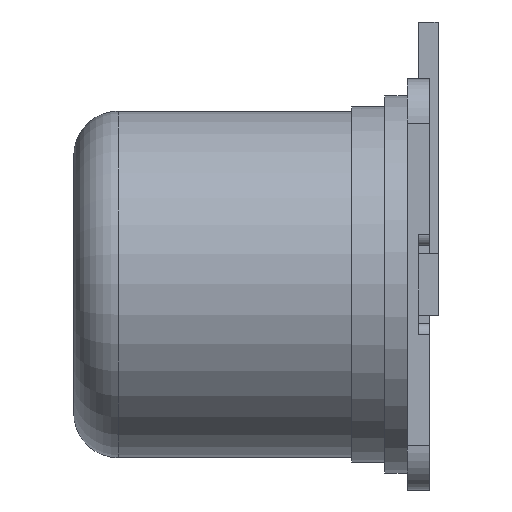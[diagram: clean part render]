
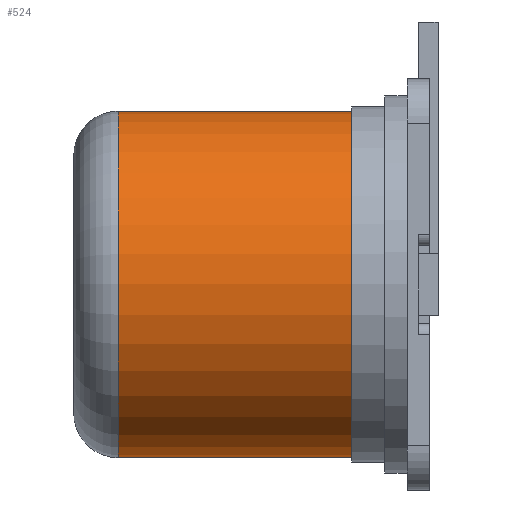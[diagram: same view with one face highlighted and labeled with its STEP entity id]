
A CAD part, left-side view. The second image highlights one B-rep face of the part: STEP entity #524.
In plain terms, the highlighted cylindrical face has radius 1.981 mm (diameter 3.962 mm), a partial arc.
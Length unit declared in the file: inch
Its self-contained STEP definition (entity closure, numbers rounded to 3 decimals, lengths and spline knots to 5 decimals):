
#154 = VERTEX_POINT ( 'NONE', #2665 ) ;
#183 = VERTEX_POINT ( 'NONE', #2032 ) ;
#193 = VERTEX_POINT ( 'NONE', #2079 ) ;
#524 = ADVANCED_FACE ( 'NONE', ( #3761 ), #3769, .T. ) ;
#839 = EDGE_CURVE ( 'NONE', #4472, #183, #1030, .T. ) ;
#880 = EDGE_CURVE ( 'NONE', #183, #154, #2309, .T. ) ;
#888 = CIRCLE ( 'NONE', #7296, 0.078 ) ;
#933 = EDGE_CURVE ( 'NONE', #4472, #193, #6599, .T. ) ;
#1030 = CIRCLE ( 'NONE', #7107, 0.078 ) ;
#1053 = EDGE_CURVE ( 'NONE', #154, #193, #888, .T. ) ;
#2032 = CARTESIAN_POINT ( 'NONE',  ( -0.125, 0.035, 0.078 ) ) ;
#2079 = CARTESIAN_POINT ( 'NONE',  ( -0.125, 0.14, -0.078 ) ) ;
#2309 = LINE ( 'NONE', #2310, #7030 ) ;
#2310 = CARTESIAN_POINT ( 'NONE',  ( -0.125, 0.035, 0.078 ) ) ;
#2311 = DIRECTION ( 'NONE',  ( 0., 1., 0. ) ) ;
#2665 = CARTESIAN_POINT ( 'NONE',  ( -0.125, 0.14, 0.078 ) ) ;
#3275 = CARTESIAN_POINT ( 'NONE',  ( -0.125, 0.035, 0. ) ) ;
#3317 = DIRECTION ( 'NONE',  ( 0., 1., 0. ) ) ;
#3397 = DIRECTION ( 'NONE',  ( 0., 0., 1. ) ) ;
#3761 = FACE_OUTER_BOUND ( 'NONE', #3898, .T. ) ;
#3769 = CYLINDRICAL_SURFACE ( 'NONE', #3774, 0.078 ) ;
#3774 = AXIS2_PLACEMENT_3D ( 'NONE', #3275, #3317, #3397 ) ;
#3898 = EDGE_LOOP ( 'NONE', ( #4087, #4179, #4169, #4189 ) ) ;
#4087 = ORIENTED_EDGE ( 'NONE', *, *, #880, .T. ) ;
#4169 = ORIENTED_EDGE ( 'NONE', *, *, #933, .F. ) ;
#4179 = ORIENTED_EDGE ( 'NONE', *, *, #1053, .T. ) ;
#4189 = ORIENTED_EDGE ( 'NONE', *, *, #839, .T. ) ;
#4472 = VERTEX_POINT ( 'NONE', #5763 ) ;
#5256 = CARTESIAN_POINT ( 'NONE',  ( -0.125, 0.035, 0. ) ) ;
#5269 = DIRECTION ( 'NONE',  ( 0., 1., 0. ) ) ;
#5270 = DIRECTION ( 'NONE',  ( 0., 0., 1. ) ) ;
#5548 = CARTESIAN_POINT ( 'NONE',  ( -0.125, 0.14, 0. ) ) ;
#5549 = DIRECTION ( 'NONE',  ( 0., -1., 0. ) ) ;
#5550 = DIRECTION ( 'NONE',  ( 0., 0., 1. ) ) ;
#5763 = CARTESIAN_POINT ( 'NONE',  ( -0.125, 0.035, -0.078 ) ) ;
#6599 = LINE ( 'NONE', #6600, #7067 ) ;
#6600 = CARTESIAN_POINT ( 'NONE',  ( -0.125, 0.035, -0.078 ) ) ;
#6601 = DIRECTION ( 'NONE',  ( 0., 1., 0. ) ) ;
#7030 = VECTOR ( 'NONE', #2311, 39.37008 ) ;
#7067 = VECTOR ( 'NONE', #6601, 39.37008 ) ;
#7107 = AXIS2_PLACEMENT_3D ( 'NONE', #5256, #5269, #5270 ) ;
#7296 = AXIS2_PLACEMENT_3D ( 'NONE', #5548, #5549, #5550 ) ;
